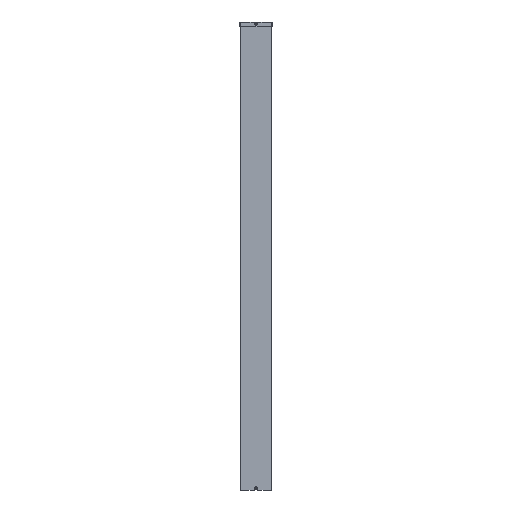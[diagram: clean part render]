
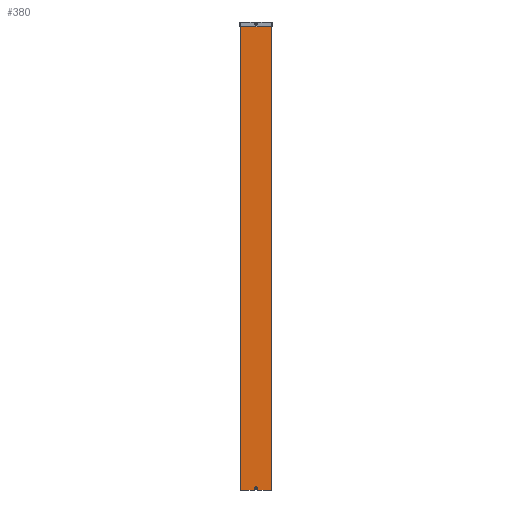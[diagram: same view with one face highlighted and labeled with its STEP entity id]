
A CAD part, front view. The second image highlights one B-rep face of the part: STEP entity #380.
In plain terms, the highlighted planar face has unit normal (0, -1, 0).
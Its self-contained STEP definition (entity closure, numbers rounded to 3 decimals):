
#1 = EDGE_CURVE ( 'NONE', #4026, #7209, #4521, .T. ) ;
#4 = DIRECTION ( 'NONE',  ( 1., 0., 0. ) ) ;
#105 = CARTESIAN_POINT ( 'NONE',  ( -100., 0., -2968.5 ) ) ;
#179 = EDGE_CURVE ( 'NONE', #3539, #7360, #3645, .T. ) ;
#216 = DIRECTION ( 'NONE',  ( 0., 0., 1. ) ) ;
#226 = DIRECTION ( 'NONE',  ( 0., 1., 0. ) ) ;
#232 = AXIS2_PLACEMENT_3D ( 'NONE', #4629, #468, #5316 ) ;
#245 = CARTESIAN_POINT ( 'NONE',  ( 0., 0., -2955. ) ) ;
#273 = CARTESIAN_POINT ( 'NONE',  ( -100., 0., -2969. ) ) ;
#380 = ADVANCED_FACE ( 'NONE', ( #8588, #8298 ), #2185, .T. ) ;
#468 = DIRECTION ( 'NONE',  ( 0., -1., 0. ) ) ;
#642 = CARTESIAN_POINT ( 'NONE',  ( -90.749, 0., 0. ) ) ;
#671 = CARTESIAN_POINT ( 'NONE',  ( -99., 0., 0. ) ) ;
#698 = EDGE_CURVE ( 'NONE', #7360, #3737, #7682, .T. ) ;
#720 = CARTESIAN_POINT ( 'NONE',  ( -11.119, 0., -2968.912 ) ) ;
#729 = CARTESIAN_POINT ( 'NONE',  ( -74.248, 0., 0. ) ) ;
#752 = LINE ( 'NONE', #4873, #2038 ) ;
#789 = CARTESIAN_POINT ( 'NONE',  ( -49.498, 0., 0. ) ) ;
#855 = CARTESIAN_POINT ( 'NONE',  ( -24.75, 0., 0. ) ) ;
#883 = CARTESIAN_POINT ( 'NONE',  ( -8.25, 0., 0. ) ) ;
#884 = ORIENTED_EDGE ( 'NONE', *, *, #6520, .T. ) ;
#913 = CARTESIAN_POINT ( 'NONE',  ( 0., 0., 0. ) ) ;
#954 = ORIENTED_EDGE ( 'NONE', *, *, #6946, .T. ) ;
#1059 = LINE ( 'NONE', #1620, #7475 ) ;
#1088 = ORIENTED_EDGE ( 'NONE', *, *, #8460, .T. ) ;
#1104 = LINE ( 'NONE', #273, #7493 ) ;
#1423 = VECTOR ( 'NONE', #2666, 1000. ) ;
#1426 = VERTEX_POINT ( 'NONE', #6741 ) ;
#1442 = AXIS2_PLACEMENT_3D ( 'NONE', #2204, #8826, #8833 ) ;
#1620 = CARTESIAN_POINT ( 'NONE',  ( -11.207, 0., -2969. ) ) ;
#1743 = VERTEX_POINT ( 'NONE', #5085 ) ;
#1792 = CARTESIAN_POINT ( 'NONE',  ( 10.854, 0., -2968.646 ) ) ;
#1802 = EDGE_CURVE ( 'NONE', #5966, #2102, #5129, .T. ) ;
#1988 = CARTESIAN_POINT ( 'NONE',  ( -10.5, 0., -2969. ) ) ;
#2038 = VECTOR ( 'NONE', #4846, 1000. ) ;
#2102 = VERTEX_POINT ( 'NONE', #6519 ) ;
#2185 = PLANE ( 'NONE',  #1442 ) ;
#2187 = LINE ( 'NONE', #2606, #1423 ) ;
#2204 = CARTESIAN_POINT ( 'NONE',  ( 100., 0., -2969. ) ) ;
#2231 = VECTOR ( 'NONE', #2677, 1000. ) ;
#2258 = CARTESIAN_POINT ( 'NONE',  ( 11.331, 0., -2969. ) ) ;
#2311 = DIRECTION ( 'NONE',  ( 0., 1., 0. ) ) ;
#2332 = EDGE_CURVE ( 'NONE', #7209, #8318, #3596, .T. ) ;
#2368 = LINE ( 'NONE', #3052, #2231 ) ;
#2606 = CARTESIAN_POINT ( 'NONE',  ( -99., 0., -2969. ) ) ;
#2611 = DIRECTION ( 'NONE',  ( -1., 0., 0. ) ) ;
#2656 = EDGE_CURVE ( 'NONE', #2102, #1426, #752, .T. ) ;
#2666 = DIRECTION ( 'NONE',  ( 0., 0., 1. ) ) ;
#2677 = DIRECTION ( 'NONE',  ( 0.707, 0., -0.707 ) ) ;
#3032 = CARTESIAN_POINT ( 'NONE',  ( -100., 0., -2969. ) ) ;
#3052 = CARTESIAN_POINT ( 'NONE',  ( 11.207, 0., -2969. ) ) ;
#3221 = DIRECTION ( 'NONE',  ( 1., 0., 0. ) ) ;
#3340 = ORIENTED_EDGE ( 'NONE', *, *, #2656, .F. ) ;
#3416 = ORIENTED_EDGE ( 'NONE', *, *, #7298, .F. ) ;
#3478 = CARTESIAN_POINT ( 'NONE',  ( 0., 0., -2962.3 ) ) ;
#3539 = VERTEX_POINT ( 'NONE', #6067 ) ;
#3596 = LINE ( 'NONE', #105, #6164 ) ;
#3608 = VECTOR ( 'NONE', #3221, 1000. ) ;
#3614 = CARTESIAN_POINT ( 'NONE',  ( -10.5, 0., -2968.5 ) ) ;
#3645 = CIRCLE ( 'NONE', #4091, 0.3 ) ;
#3668 = LINE ( 'NONE', #4864, #8746 ) ;
#3714 = CARTESIAN_POINT ( 'NONE',  ( -11.331, 0., -2969. ) ) ;
#3737 = VERTEX_POINT ( 'NONE', #7911 ) ;
#3760 = CIRCLE ( 'NONE', #5034, 7.3 ) ;
#3771 = EDGE_LOOP ( 'NONE', ( #954, #884 ) ) ;
#4026 = VERTEX_POINT ( 'NONE', #5424 ) ;
#4091 = AXIS2_PLACEMENT_3D ( 'NONE', #4491, #4500, #4508 ) ;
#4362 = ORIENTED_EDGE ( 'NONE', *, *, #6090, .T. ) ;
#4491 = CARTESIAN_POINT ( 'NONE',  ( 11.331, 0., -2968.7 ) ) ;
#4500 = DIRECTION ( 'NONE',  ( 0., -1., 0. ) ) ;
#4508 = DIRECTION ( 'NONE',  ( 1., 0., 0. ) ) ;
#4521 = CIRCLE ( 'NONE', #5333, 0.5 ) ;
#4536 = VERTEX_POINT ( 'NONE', #3478 ) ;
#4628 = ORIENTED_EDGE ( 'NONE', *, *, #179, .T. ) ;
#4629 = CARTESIAN_POINT ( 'NONE',  ( -11.331, 0., -2968.7 ) ) ;
#4757 = DIRECTION ( 'NONE',  ( 0., 0., 1. ) ) ;
#4802 = DIRECTION ( 'NONE',  ( 0., 1., 0. ) ) ;
#4812 = CARTESIAN_POINT ( 'NONE',  ( 0., 0., -2955. ) ) ;
#4813 = DIRECTION ( 'NONE',  ( 0., 0., 1. ) ) ;
#4823 = VERTEX_POINT ( 'NONE', #1792 ) ;
#4846 = DIRECTION ( 'NONE',  ( 1., 0., 0. ) ) ;
#4864 = CARTESIAN_POINT ( 'NONE',  ( 99., 0., -2969. ) ) ;
#4873 = CARTESIAN_POINT ( 'NONE',  ( -99., 0., 0. ) ) ;
#5034 = AXIS2_PLACEMENT_3D ( 'NONE', #4812, #4802, #4757 ) ;
#5085 = CARTESIAN_POINT ( 'NONE',  ( -99., 0., -2969. ) ) ;
#5096 = VERTEX_POINT ( 'NONE', #720 ) ;
#5129 = B_SPLINE_CURVE_WITH_KNOTS ( 'NONE', 3,
 ( #671, #642, #729, #789, #855, #883, #913 ),
 .UNSPECIFIED., .F., .F.,
 ( 4, 1, 1, 1, 4 ),
 ( 0., 0.25, 0.5, 0.75, 1. ),
 .UNSPECIFIED. ) ;
#5227 = EDGE_LOOP ( 'NONE', ( #7744, #7590, #1088, #5958, #6983, #7264, #5290, #4628, #7687, #4362, #3340, #8056, #3416 ) ) ;
#5290 = ORIENTED_EDGE ( 'NONE', *, *, #7278, .T. ) ;
#5316 = DIRECTION ( 'NONE',  ( 1., 0., 0. ) ) ;
#5333 = AXIS2_PLACEMENT_3D ( 'NONE', #1988, #2311, #2611 ) ;
#5424 = CARTESIAN_POINT ( 'NONE',  ( -10.854, 0., -2968.646 ) ) ;
#5453 = DIRECTION ( 'NONE',  ( 1., 0., 0. ) ) ;
#5454 = VERTEX_POINT ( 'NONE', #7861 ) ;
#5507 = CARTESIAN_POINT ( 'NONE',  ( -99., 0., 0. ) ) ;
#5584 = AXIS2_PLACEMENT_3D ( 'NONE', #7068, #7040, #7091 ) ;
#5669 = CIRCLE ( 'NONE', #6221, 7.3 ) ;
#5873 = CIRCLE ( 'NONE', #5584, 0.5 ) ;
#5958 = ORIENTED_EDGE ( 'NONE', *, *, #1, .T. ) ;
#5966 = VERTEX_POINT ( 'NONE', #5507 ) ;
#6067 = CARTESIAN_POINT ( 'NONE',  ( 11.119, 0., -2968.912 ) ) ;
#6090 = EDGE_CURVE ( 'NONE', #3737, #1426, #3668, .T. ) ;
#6164 = VECTOR ( 'NONE', #5453, 1000. ) ;
#6221 = AXIS2_PLACEMENT_3D ( 'NONE', #245, #226, #216 ) ;
#6412 = CIRCLE ( 'NONE', #232, 0.3 ) ;
#6458 = DIRECTION ( 'NONE',  ( 0.707, 0., 0.707 ) ) ;
#6519 = CARTESIAN_POINT ( 'NONE',  ( 0., 0., 0. ) ) ;
#6520 = EDGE_CURVE ( 'NONE', #4536, #5454, #5669, .T. ) ;
#6659 = EDGE_CURVE ( 'NONE', #8318, #4823, #5873, .T. ) ;
#6741 = CARTESIAN_POINT ( 'NONE',  ( 99., 0., 0. ) ) ;
#6946 = EDGE_CURVE ( 'NONE', #5454, #4536, #3760, .T. ) ;
#6983 = ORIENTED_EDGE ( 'NONE', *, *, #2332, .T. ) ;
#7040 = DIRECTION ( 'NONE',  ( 0., 1., 0. ) ) ;
#7068 = CARTESIAN_POINT ( 'NONE',  ( 10.5, 0., -2969. ) ) ;
#7091 = DIRECTION ( 'NONE',  ( -1., 0., 0. ) ) ;
#7209 = VERTEX_POINT ( 'NONE', #3614 ) ;
#7264 = ORIENTED_EDGE ( 'NONE', *, *, #6659, .T. ) ;
#7278 = EDGE_CURVE ( 'NONE', #4823, #3539, #2368, .T. ) ;
#7298 = EDGE_CURVE ( 'NONE', #1743, #5966, #2187, .T. ) ;
#7360 = VERTEX_POINT ( 'NONE', #2258 ) ;
#7475 = VECTOR ( 'NONE', #6458, 1000. ) ;
#7493 = VECTOR ( 'NONE', #4, 1000. ) ;
#7589 = EDGE_CURVE ( 'NONE', #1743, #7898, #1104, .T. ) ;
#7590 = ORIENTED_EDGE ( 'NONE', *, *, #8120, .T. ) ;
#7682 = LINE ( 'NONE', #3032, #3608 ) ;
#7687 = ORIENTED_EDGE ( 'NONE', *, *, #698, .T. ) ;
#7744 = ORIENTED_EDGE ( 'NONE', *, *, #7589, .T. ) ;
#7861 = CARTESIAN_POINT ( 'NONE',  ( 0., 0., -2947.7 ) ) ;
#7898 = VERTEX_POINT ( 'NONE', #3714 ) ;
#7911 = CARTESIAN_POINT ( 'NONE',  ( 99., 0., -2969. ) ) ;
#8056 = ORIENTED_EDGE ( 'NONE', *, *, #1802, .F. ) ;
#8120 = EDGE_CURVE ( 'NONE', #7898, #5096, #6412, .T. ) ;
#8298 = FACE_OUTER_BOUND ( 'NONE', #5227, .T. ) ;
#8318 = VERTEX_POINT ( 'NONE', #8876 ) ;
#8460 = EDGE_CURVE ( 'NONE', #5096, #4026, #1059, .T. ) ;
#8588 = FACE_BOUND ( 'NONE', #3771, .T. ) ;
#8746 = VECTOR ( 'NONE', #4813, 1000. ) ;
#8826 = DIRECTION ( 'NONE',  ( 0., -1., 0. ) ) ;
#8833 = DIRECTION ( 'NONE',  ( 1., 0., 0. ) ) ;
#8876 = CARTESIAN_POINT ( 'NONE',  ( 10.5, 0., -2968.5 ) ) ;
